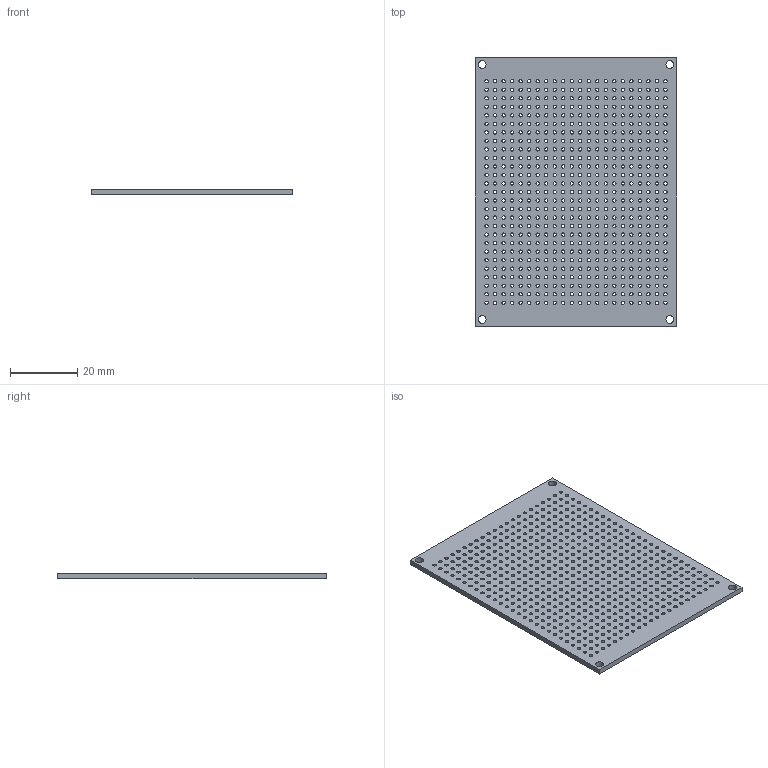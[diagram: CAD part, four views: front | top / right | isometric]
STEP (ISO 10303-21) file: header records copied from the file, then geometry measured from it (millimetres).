
FILE_DESCRIPTION(('FreeCAD Model'),'2;1');
FILE_NAME('board.step','2020-03-04T22:39:57',(''),(''),'Open CASCADE STEP processor 7.3', 'FreeCAD','Unknown');
FILE_SCHEMA(('AUTOMOTIVE_DESIGN { 1 0 10303 214 1 1 1 1 }'));
Length unit declared in the file: millimetre
Products named in the file (1): LinearExtrude
Bounding box: 60 x 80 x 1.6 mm (x, y, z)
Volume: 6905.8 mm3; surface area: 12113.3 mm2
Topology: 1 solids, 1 shells, 604 faces, 1806 edges, 1204 vertices
Faces by surface type: cylinder 598, plane 6
Full cylindrical faces by diameter (mm): 1 x594, 2.35 x4
Entity records: 46977 total; most frequent: DIRECTION 7824, CARTESIAN_POINT 7227, ORIENTED_EDGE 3612, PCURVE 3612, DEFINITIONAL_REPRESENTATION 3612, LINE 3026, VECTOR 3026, CIRCLE 2392
